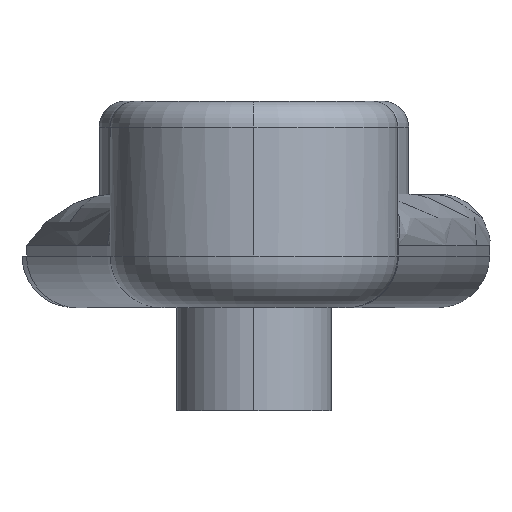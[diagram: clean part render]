
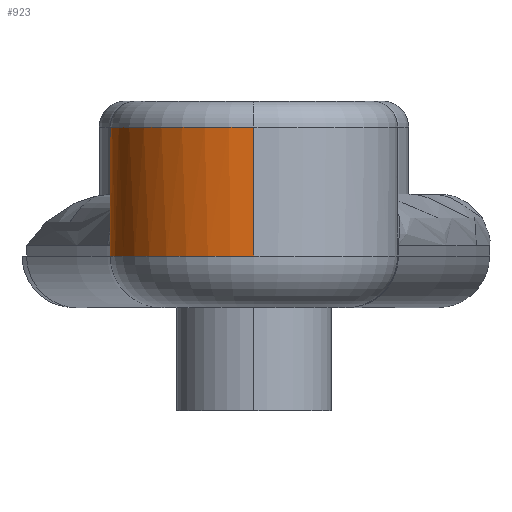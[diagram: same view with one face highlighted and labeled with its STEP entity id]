
A CAD part, left-side view. The second image highlights one B-rep face of the part: STEP entity #923.
In plain terms, the highlighted cylindrical face has radius 27.889 mm (diameter 55.778 mm), a partial arc.
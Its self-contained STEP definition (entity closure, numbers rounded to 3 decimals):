
#58 = CARTESIAN_POINT ( 'NONE',  ( -217.583, 16.608, 31.095 ) ) ;
#81 = CYLINDRICAL_SURFACE ( 'NONE', #4121, 27.889 ) ;
#141 = ORIENTED_EDGE ( 'NONE', *, *, #2229, .T. ) ;
#173 = EDGE_LOOP ( 'NONE', ( #5281, #2478, #141, #4064, #4281, #466, #781 ) ) ;
#329 = DIRECTION ( 'NONE',  ( 0., 0., -1. ) ) ;
#466 = ORIENTED_EDGE ( 'NONE', *, *, #5203, .T. ) ;
#509 = CARTESIAN_POINT ( 'NONE',  ( -229.838, 25.996, 20.531 ) ) ;
#549 = CARTESIAN_POINT ( 'NONE',  ( -223.224, 22.288, 26.798 ) ) ;
#781 = ORIENTED_EDGE ( 'NONE', *, *, #4877, .F. ) ;
#801 = DIRECTION ( 'NONE',  ( 0., 0., 1. ) ) ;
#923 = ADVANCED_FACE ( 'NONE', ( #5121 ), #81, .T. ) ;
#925 = CARTESIAN_POINT ( 'NONE',  ( -214.881, 12.116, 32. ) ) ;
#945 = CARTESIAN_POINT ( 'NONE',  ( -230.879, 26.378, 19.494 ) ) ;
#966 = CARTESIAN_POINT ( 'NONE',  ( -221.741, 21.118, 28.089 ) ) ;
#1004 = CARTESIAN_POINT ( 'NONE',  ( -218.027, 17.189, 30.833 ) ) ;
#1012 = VERTEX_POINT ( 'NONE', #1880 ) ;
#1040 = CARTESIAN_POINT ( 'NONE',  ( -212.111, 0., 32. ) ) ;
#1166 = VERTEX_POINT ( 'NONE', #3859 ) ;
#1235 = VECTOR ( 'NONE', #5347, 1000. ) ;
#1385 = CARTESIAN_POINT ( 'NONE',  ( -215.217, 12.813, 32. ) ) ;
#1407 = CARTESIAN_POINT ( 'NONE',  ( -236.966, 27.725, 13.353 ) ) ;
#1413 = AXIS2_PLACEMENT_3D ( 'NONE', #5807, #2092, #3896 ) ;
#1447 = CARTESIAN_POINT ( 'NONE',  ( -226.755, 24.571, 23.539 ) ) ;
#1468 = CARTESIAN_POINT ( 'NONE',  ( -235.635, 27.55, 14.701 ) ) ;
#1540 = CARTESIAN_POINT ( 'NONE',  ( -238.304, 27.837, 10. ) ) ;
#1582 = LINE ( 'NONE', #3041, #1235 ) ;
#1792 = VERTEX_POINT ( 'NONE', #5239 ) ;
#1839 = CARTESIAN_POINT ( 'NONE',  ( -216.336, 14.777, 31.699 ) ) ;
#1877 = EDGE_CURVE ( 'NONE', #2930, #1012, #2133, .T. ) ;
#1879 = CARTESIAN_POINT ( 'NONE',  ( -234.044, 27.267, 16.312 ) ) ;
#1880 = CARTESIAN_POINT ( 'NONE',  ( -238.304, 27.837, 12. ) ) ;
#1901 = CARTESIAN_POINT ( 'NONE',  ( -227.776, 25.092, 22.553 ) ) ;
#2019 = AXIS2_PLACEMENT_3D ( 'NONE', #4764, #4252, #2976 ) ;
#2092 = DIRECTION ( 'NONE',  ( 0., 0., 1. ) ) ;
#2133 = B_SPLINE_CURVE_WITH_KNOTS ( 'NONE', 3,
 ( #925, #1385, #3727, #1839, #3668, #58, #1004, #4560, #3239, #2351, #966, #549, #3214, #4158, #4604, #1447, #1901, #509, #945, #4177, #1879, #1468, #5508, #1407, #5048, #5064, #5532, #5665 ),
 .UNSPECIFIED., .F., .F.,
 ( 4, 2, 2, 2, 2, 2, 2, 2, 2, 2, 2, 2, 2, 4 ),
 ( 0., 0.002, 0.005, 0.007, 0.009, 0.014, 0.016, 0.018, 0.023, 0.027, 0.032, 0.034, 0.035, 0.036 ),
 .UNSPECIFIED. ) ;
#2229 = EDGE_CURVE ( 'NONE', #3790, #2930, #5167, .T. ) ;
#2351 = CARTESIAN_POINT ( 'NONE',  ( -220.78, 20.253, 28.88 ) ) ;
#2383 = LINE ( 'NONE', #4828, #2536 ) ;
#2478 = ORIENTED_EDGE ( 'NONE', *, *, #5159, .T. ) ;
#2536 = VECTOR ( 'NONE', #329, 1000. ) ;
#2598 = VERTEX_POINT ( 'NONE', #1540 ) ;
#2833 = CARTESIAN_POINT ( 'NONE',  ( -267.889, 0., 40. ) ) ;
#2930 = VERTEX_POINT ( 'NONE', #4146 ) ;
#2976 = DIRECTION ( 'NONE',  ( -1., 0., 0. ) ) ;
#3033 = CARTESIAN_POINT ( 'NONE',  ( -212.111, 0., 35. ) ) ;
#3041 = CARTESIAN_POINT ( 'NONE',  ( -212.111, 0., 40. ) ) ;
#3069 = EDGE_CURVE ( 'NONE', #1012, #2598, #2383, .T. ) ;
#3214 = CARTESIAN_POINT ( 'NONE',  ( -223.727, 22.657, 26.35 ) ) ;
#3239 = CARTESIAN_POINT ( 'NONE',  ( -219.384, 18.795, 29.924 ) ) ;
#3523 = CARTESIAN_POINT ( 'NONE',  ( -240., 0., 32. ) ) ;
#3668 = CARTESIAN_POINT ( 'NONE',  ( -216.738, 15.402, 31.528 ) ) ;
#3670 = CARTESIAN_POINT ( 'NONE',  ( -240., 0., 40. ) ) ;
#3727 = CARTESIAN_POINT ( 'NONE',  ( -215.575, 13.483, 31.935 ) ) ;
#3790 = VERTEX_POINT ( 'NONE', #1040 ) ;
#3859 = CARTESIAN_POINT ( 'NONE',  ( -267.889, 0., 35. ) ) ;
#3896 = DIRECTION ( 'NONE',  ( 1., 0., 0. ) ) ;
#4006 = VERTEX_POINT ( 'NONE', #3033 ) ;
#4016 = DIRECTION ( 'NONE',  ( -1., 0., 0. ) ) ;
#4064 = ORIENTED_EDGE ( 'NONE', *, *, #1877, .T. ) ;
#4121 = AXIS2_PLACEMENT_3D ( 'NONE', #3670, #4994, #4138 ) ;
#4138 = DIRECTION ( 'NONE',  ( -1., 0., 0. ) ) ;
#4146 = CARTESIAN_POINT ( 'NONE',  ( -214.881, 12.116, 32. ) ) ;
#4158 = CARTESIAN_POINT ( 'NONE',  ( -224.732, 23.346, 25.435 ) ) ;
#4177 = CARTESIAN_POINT ( 'NONE',  ( -232.987, 27.015, 17.38 ) ) ;
#4198 = LINE ( 'NONE', #2833, #5720 ) ;
#4252 = DIRECTION ( 'NONE',  ( 0., 0., -1. ) ) ;
#4281 = ORIENTED_EDGE ( 'NONE', *, *, #3069, .T. ) ;
#4420 = CIRCLE ( 'NONE', #1413, 27.889 ) ;
#4560 = CARTESIAN_POINT ( 'NONE',  ( -218.927, 18.281, 30.247 ) ) ;
#4604 = CARTESIAN_POINT ( 'NONE',  ( -225.236, 23.668, 24.967 ) ) ;
#4764 = CARTESIAN_POINT ( 'NONE',  ( -240., 0., 35. ) ) ;
#4783 = CIRCLE ( 'NONE', #2019, 27.889 ) ;
#4828 = CARTESIAN_POINT ( 'NONE',  ( -238.304, 27.837, 22. ) ) ;
#4833 = AXIS2_PLACEMENT_3D ( 'NONE', #3523, #801, #4016 ) ;
#4877 = EDGE_CURVE ( 'NONE', #1166, #1792, #4198, .T. ) ;
#4994 = DIRECTION ( 'NONE',  ( 0., 0., -1. ) ) ;
#5006 = EDGE_CURVE ( 'NONE', #1166, #4006, #4783, .T. ) ;
#5048 = CARTESIAN_POINT ( 'NONE',  ( -237.233, 27.753, 13.083 ) ) ;
#5062 = DIRECTION ( 'NONE',  ( 0., 0., -1. ) ) ;
#5064 = CARTESIAN_POINT ( 'NONE',  ( -237.768, 27.801, 12.542 ) ) ;
#5121 = FACE_OUTER_BOUND ( 'NONE', #173, .T. ) ;
#5159 = EDGE_CURVE ( 'NONE', #4006, #3790, #1582, .T. ) ;
#5167 = CIRCLE ( 'NONE', #4833, 27.889 ) ;
#5203 = EDGE_CURVE ( 'NONE', #2598, #1792, #4420, .T. ) ;
#5239 = CARTESIAN_POINT ( 'NONE',  ( -267.889, 0., 10. ) ) ;
#5281 = ORIENTED_EDGE ( 'NONE', *, *, #5006, .T. ) ;
#5347 = DIRECTION ( 'NONE',  ( 0., 0., -1. ) ) ;
#5508 = CARTESIAN_POINT ( 'NONE',  ( -236.167, 27.629, 14.163 ) ) ;
#5532 = CARTESIAN_POINT ( 'NONE',  ( -238.037, 27.821, 12.27 ) ) ;
#5665 = CARTESIAN_POINT ( 'NONE',  ( -238.304, 27.837, 12. ) ) ;
#5720 = VECTOR ( 'NONE', #5062, 1000. ) ;
#5807 = CARTESIAN_POINT ( 'NONE',  ( -240., 0., 10. ) ) ;
